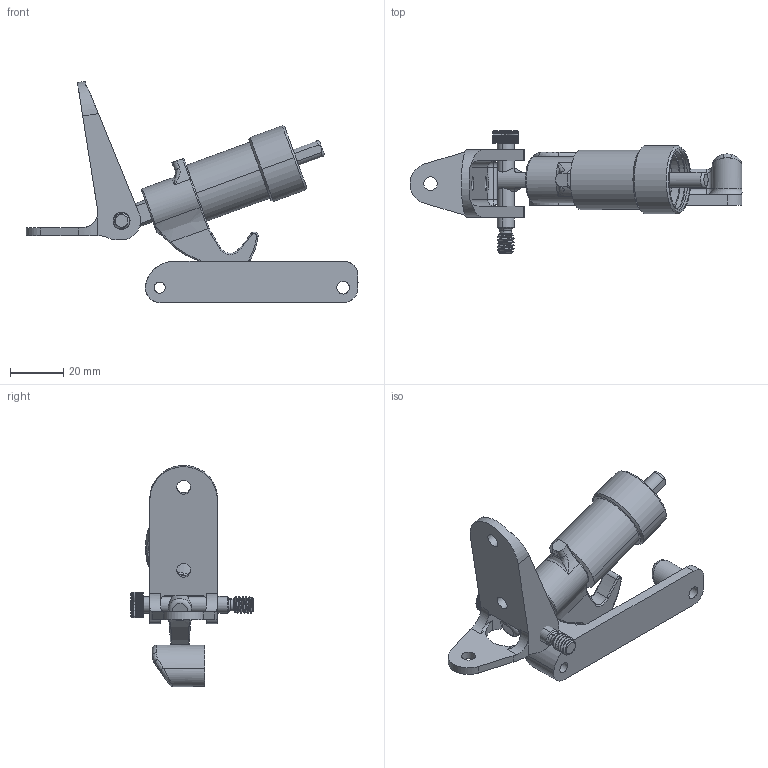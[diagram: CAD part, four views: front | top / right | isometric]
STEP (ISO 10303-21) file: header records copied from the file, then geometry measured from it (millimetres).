
FILE_DESCRIPTION(/* description */ (''),/* implementation_level */ '2;1');
FILE_NAME(/* name */ '0006809.stp',/* time_stamp */ '2021-01-12T13:58:40+01:00',/* author */ (''),/* organization */ (''),/* preprocessor_version */ 'ST-DEVELOPER v16.7',/* originating_system */ 'SIEMENS PLM Software NX 12.0',/* authorisation */ '');
FILE_SCHEMA (('AUTOMOTIVE_DESIGN { 1 0 10303 214 3 1 1 1 }'));
Length unit declared in the file: millimetre
Products named in the file (1): pagu387CC6DArmkf
Bounding box: 124.88 x 46.04 x 83.2 mm (x, y, z)
Volume: 42283.8 mm3; surface area: 25293 mm2
Topology: 7 solids, 7 shells, 682 faces, 1598 edges, 1022 vertices
Faces by surface type: plane 459, cylinder 119, bspline 53, cone 28, torus 21, sphere 2
Full cylindrical faces by diameter (mm): 4.166 x1, 4.762 x2, 4.794 x1, 5.152 x1, 5.242 x2, 6.35 x1, 6.56 x1, 8.72 x1
Entity records: 23491 total; most frequent: CARTESIAN_POINT 7511, DIRECTION 3235, ORIENTED_EDGE 3132, EDGE_CURVE 1566, AXIS2_PLACEMENT_3D 1156, VERTEX_POINT 1014, LINE 923, VECTOR 923
